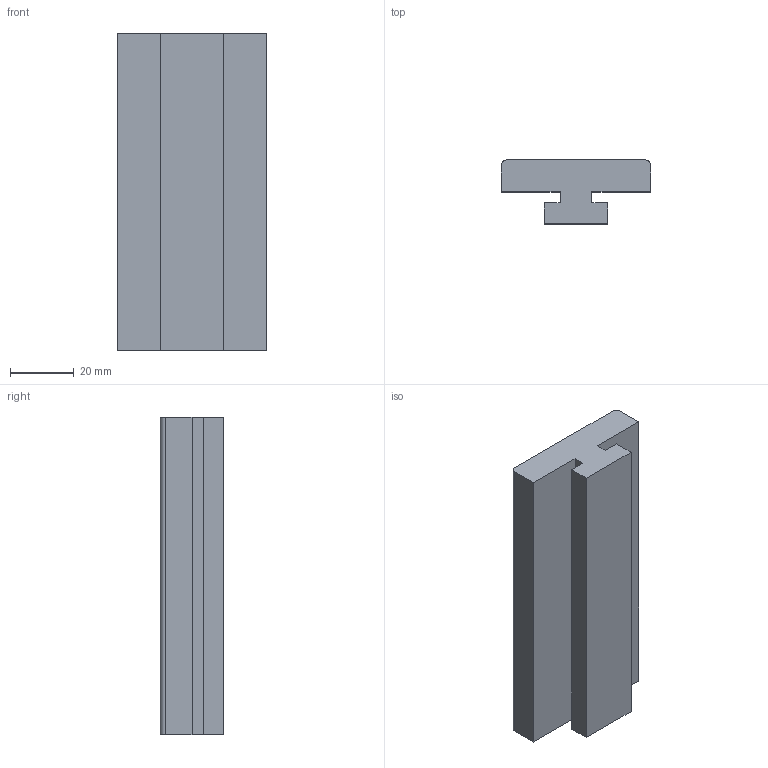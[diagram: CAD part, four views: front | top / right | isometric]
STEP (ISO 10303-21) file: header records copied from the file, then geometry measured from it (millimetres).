
FILE_DESCRIPTION(('Creo Elements/Direct Modeling STEP Export'),'2;1');
FILE_NAME('55.0321.1_Seitenführungsprofil-Flach-MMS-55_48x10mm-schwarz-leitfähig.stp','2022-03-21T 8:08:34',(''),(''),'PTC Creo Elements/Direct Modeling STEP processor for AP214 (Solid Model)','PTC Creo Elements/Direct Modeling 19.0C 15-Aug-2015 (C) Parametric Technology GmbH','');
FILE_SCHEMA(('AUTOMOTIVE_DESIGN { 1 0 10303 214 1 1 1 1 }'));
Length unit declared in the file: millimetre
Products named in the file (2): Seitenführungsprofil-Flach-MMS-55_48x10mm-schwarz-leitfähig_55.03
21.1_PX176293
Assembly tree (1 placements, depth 2):
  Seitenführungsprofil-Flach-MMS-55_48x10mm-schwarz-leitfähig_55.03
21.1_PX176293
    Seitenführungsprofil-Flach-MMS-55_48x10mm-schwarz-leitfähig_55.03
21.1_PX176293
Bounding box: 47 x 20 x 100 mm (x, y, z)
Volume: 63403.4 mm3; surface area: 16539.3 mm2
Topology: 1 solids, 1 shells, 16 faces, 42 edges, 28 vertices
Faces by surface type: plane 14, cylinder 2
Entity records: 535 total; most frequent: CARTESIAN_POINT 88, ORIENTED_EDGE 84, DIRECTION 82, EDGE_CURVE 42, VECTOR 38, LINE 38, VERTEX_POINT 28, AXIS2_PLACEMENT_3D 22
